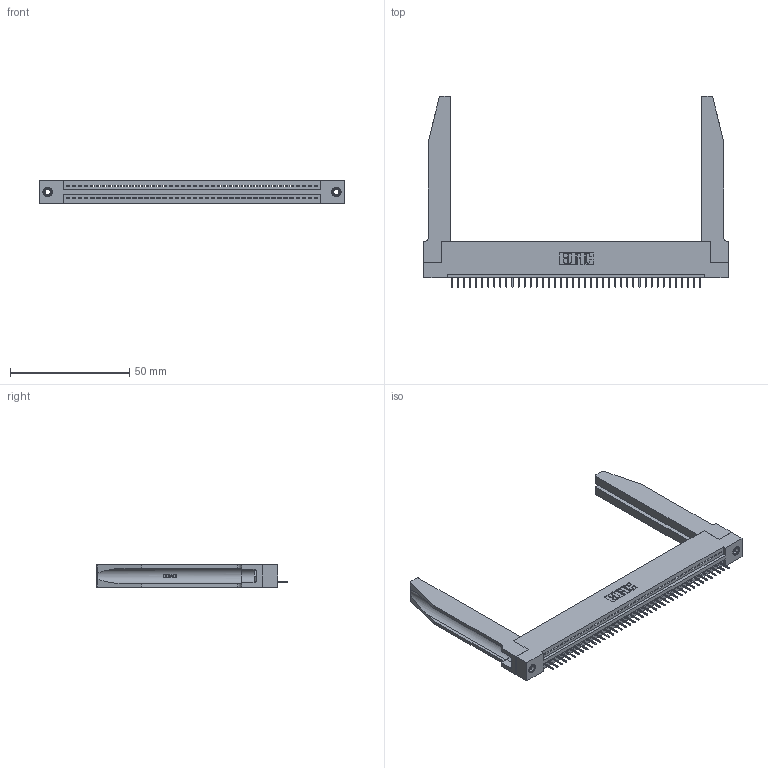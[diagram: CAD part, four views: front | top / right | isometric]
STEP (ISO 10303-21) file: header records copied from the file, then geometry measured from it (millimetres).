
FILE_DESCRIPTION (( 'STEP AP203' ), '1' );
FILE_NAME ('345-042-524-178.STEP', '2019-10-08T14:15:49', ( '' ), ( '' ), 'SwSTEP 2.0', 'SolidWorks 2016', '' );
FILE_SCHEMA (( 'CONFIG_CONTROL_DESIGN' ));
Length unit declared in the file: inch
Products named in the file (5): 345-042-524-178; 345-220-078_345-220-078; 345-250-001_345-250-001-102; 345-292-001_345-293-124; 345 Part_Flush Mounting Lugs - 0.156 Dia-TH
Assembly tree (47 placements, depth 2):
  345-042-524-178
    345 Part_Flush Mounting Lugs - 0.156 Dia-TH
    345-292-001_345-293-124  x42
    345-250-001_345-250-001-102  x2
    345-220-078_345-220-078  x2
Bounding box: 127.91 x 80.31 x 9.4 mm (x, y, z)
Volume: 19754 mm3; surface area: 22240.1 mm2
Topology: 47 solids, 47 shells, 2964 faces, 8509 edges, 5494 vertices
Faces by surface type: plane 2154, cylinder 758, bspline 36, cone 12, torus 4
Entity records: 36424 total; most frequent: CARTESIAN_POINT 7205, ORIENTED_EDGE 6078, DIRECTION 5301, EDGE_CURVE 3039, VECTOR 2649, LINE 2649, VERTEX_POINT 2016, AXIS2_PLACEMENT_3D 1326
